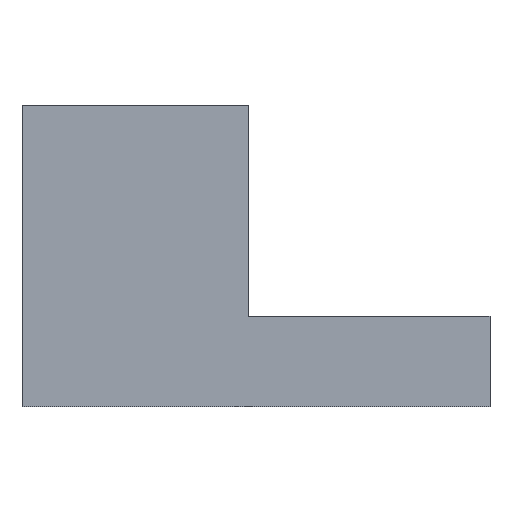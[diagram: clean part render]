
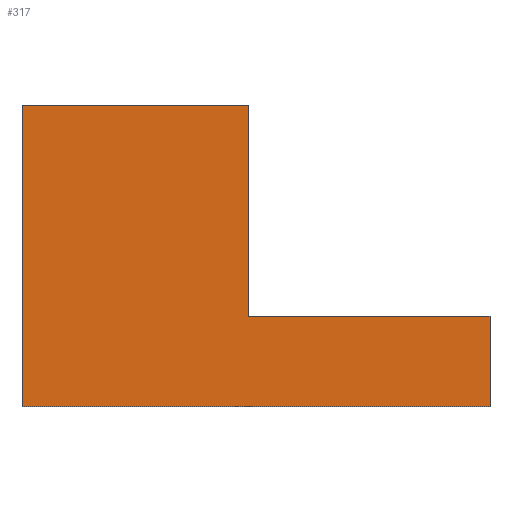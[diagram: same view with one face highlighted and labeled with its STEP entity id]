
A CAD part, front view. The second image highlights one B-rep face of the part: STEP entity #317.
In plain terms, the highlighted planar face has unit normal (0, -1, 0).
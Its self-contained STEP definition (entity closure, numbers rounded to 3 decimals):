
#42=FACE_OUTER_BOUND('',#62,.T.);
#62=EDGE_LOOP('',(#278,#279,#280,#281,#282,#283));
#70=LINE('',#454,#106);
#77=LINE('',#471,#113);
#90=LINE('',#505,#126);
#95=LINE('',#515,#131);
#98=LINE('',#520,#134);
#99=LINE('',#522,#135);
#106=VECTOR('',#367,10.);
#113=VECTOR('',#384,10.);
#126=VECTOR('',#417,10.);
#131=VECTOR('',#426,10.);
#134=VECTOR('',#431,10.);
#135=VECTOR('',#434,10.);
#142=VERTEX_POINT('',#451);
#143=VERTEX_POINT('',#453);
#148=VERTEX_POINT('',#470);
#159=VERTEX_POINT('',#504);
#162=VERTEX_POINT('',#514);
#163=VERTEX_POINT('',#518);
#170=EDGE_CURVE('',#143,#142,#70,.T.);
#179=EDGE_CURVE('',#143,#148,#77,.T.);
#196=EDGE_CURVE('',#148,#159,#90,.T.);
#201=EDGE_CURVE('',#159,#162,#95,.T.);
#204=EDGE_CURVE('',#163,#162,#98,.T.);
#205=EDGE_CURVE('',#163,#142,#99,.T.);
#278=ORIENTED_EDGE('',*,*,#170,.T.);
#279=ORIENTED_EDGE('',*,*,#205,.F.);
#280=ORIENTED_EDGE('',*,*,#204,.T.);
#281=ORIENTED_EDGE('',*,*,#201,.F.);
#282=ORIENTED_EDGE('',*,*,#196,.F.);
#283=ORIENTED_EDGE('',*,*,#179,.F.);
#301=PLANE('',#353);
#317=ADVANCED_FACE('',(#42),#301,.T.);
#353=AXIS2_PLACEMENT_3D('',#521,#432,#433);
#367=DIRECTION('',(-1.,0.,0.));
#384=DIRECTION('',(0.,0.,-1.));
#417=DIRECTION('',(1.,0.,0.));
#426=DIRECTION('',(0.,0.,-1.));
#431=DIRECTION('',(1.,0.,0.));
#432=DIRECTION('center_axis',(0.,-1.,0.));
#433=DIRECTION('ref_axis',(0.,0.,-1.));
#434=DIRECTION('',(0.,0.,1.));
#451=CARTESIAN_POINT('',(0.,0.,-10.));
#453=CARTESIAN_POINT('',(7.5,0.,-10.));
#454=CARTESIAN_POINT('',(3.75,0.,-10.));
#470=CARTESIAN_POINT('',(7.5,0.,-17.));
#471=CARTESIAN_POINT('',(7.5,0.,-20.));
#504=CARTESIAN_POINT('',(15.5,0.,-17.));
#505=CARTESIAN_POINT('',(7.5,0.,-17.));
#514=CARTESIAN_POINT('',(15.5,0.,-20.));
#515=CARTESIAN_POINT('',(15.5,0.,-20.));
#518=CARTESIAN_POINT('',(0.,0.,-20.));
#520=CARTESIAN_POINT('',(0.,0.,-20.));
#521=CARTESIAN_POINT('Origin',(0.,0.,0.));
#522=CARTESIAN_POINT('',(0.,0.,-20.));
